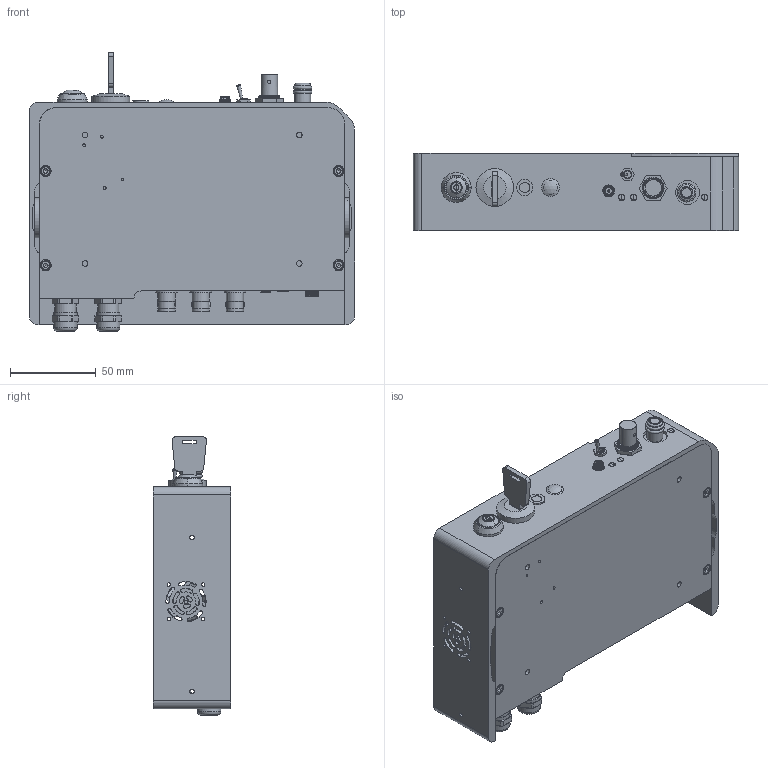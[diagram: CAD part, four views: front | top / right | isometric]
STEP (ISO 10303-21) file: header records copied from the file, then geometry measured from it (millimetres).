
FILE_DESCRIPTION (( 'STEP AP203' ), '1' );
FILE_NAME ('SOM-FUCE-Security.STEP', '2023-07-13T07:55:04', ( '' ), ( '' ), 'SwSTEP 2.0', 'SolidWorks 2021', '' );
FILE_SCHEMA (( 'CONFIG_CONTROL_DESIGN' ));
Length unit declared in the file: millimetre
Products named in the file (1): SOM-FUCE-Security
Bounding box: 189.8 x 45 x 162.45 mm (x, y, z)
Surface area: 136969.7 mm2 (no closed solid volume)
Topology: 0 solids, 83 shells, 546 faces, 1952 edges, 1444 vertices
Faces by surface type: cylinder 260, plane 164, cone 54, bspline 41, torus 18, sphere 9
Full cylindrical faces by diameter (mm): 1.6 x6, 2 x2, 2.05 x8, 2.232 x6, 2.5 x4, 3.3 x4, 3.6 x1, 3.8 x3, 4.9 x1, 5.5 x3, 5.7 x2, 6 x4, 6.4 x1, 6.5 x6, 6.7 x1, 7 x1, 8.5 x1, 9 x3, 9.3 x3, 9.5 x1, 9.6 x3, 10 x6, 12.5 x2, 12.6 x3, 12.8 x1, 13.6 x4, 14 x1, 22 x1, 23.5 x2
Entity records: 25348 total; most frequent: CARTESIAN_POINT 9604, DIRECTION 3139, ORIENTED_EDGE 2812, EDGE_CURVE 1798, VERTEX_POINT 1418, AXIS2_PLACEMENT_3D 1266, EDGE_LOOP 839, CIRCLE 760
